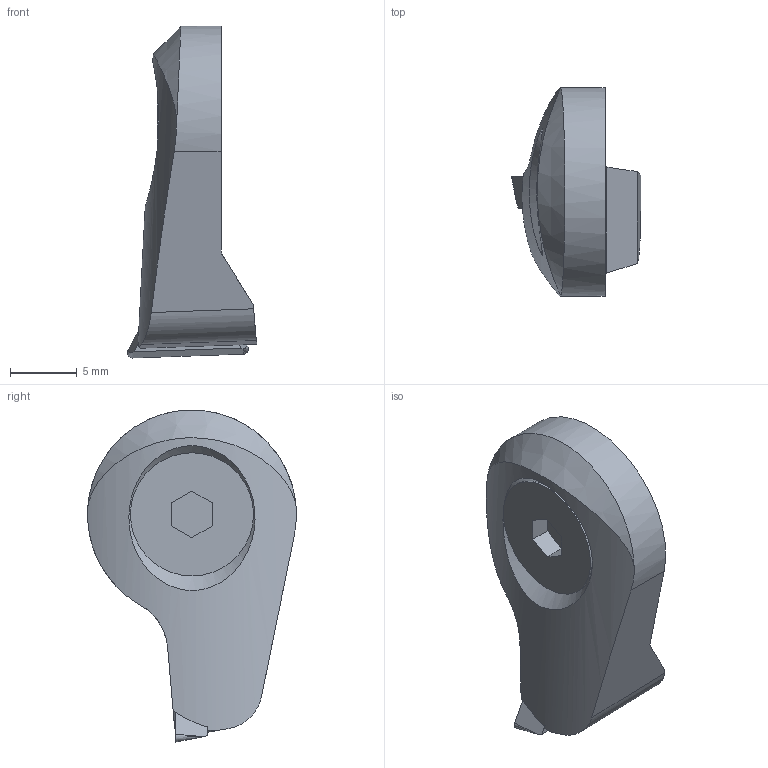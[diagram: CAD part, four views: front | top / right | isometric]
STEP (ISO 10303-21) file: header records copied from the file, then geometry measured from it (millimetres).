
FILE_DESCRIPTION(/* description */ (''),/* implementation_level */ '2;1');
FILE_NAME(/* name */ '1551781459596.stp',/* time_stamp */ '2019-03-05T11:24:36+01:00',/* author */ (''),/* organization */ ('SMS'),/* preprocessor_version */ 'ST-DEVELOPER v15',/* originating_system */ 'SIEMENS PLM Software NX 8.5',/* authorisation */ '');
FILE_SCHEMA (('AUTOMOTIVE_DESIGN { 1 0 10303 214 3 1 1 1 }'));
Length unit declared in the file: millimetre
Products named in the file (4): IsoTurningInsert; 202215127mod000_00; ASSEMBLY_CONSTRUCTION; 111168808mod000_01
Assembly tree (3 placements, depth 2):
  111168808mod000_01
    ASSEMBLY_CONSTRUCTION
    202215127mod000_00
    IsoTurningInsert
Bounding box: 9.66 x 15.59 x 24.8 mm (x, y, z)
Volume: 1319.3 mm3; surface area: 1057.5 mm2
Topology: 2 solids, 2 shells, 45 faces, 117 edges, 82 vertices
Faces by surface type: plane 26, cylinder 8, cone 7, torus 4
Full cylindrical faces by diameter (mm): 2.5 x2, 9.2 x1
Entity records: 1512 total; most frequent: CARTESIAN_POINT 320, DIRECTION 226, ORIENTED_EDGE 194, EDGE_CURVE 97, AXIS2_PLACEMENT_3D 82, VERTEX_POINT 69, LINE 62, VECTOR 62
